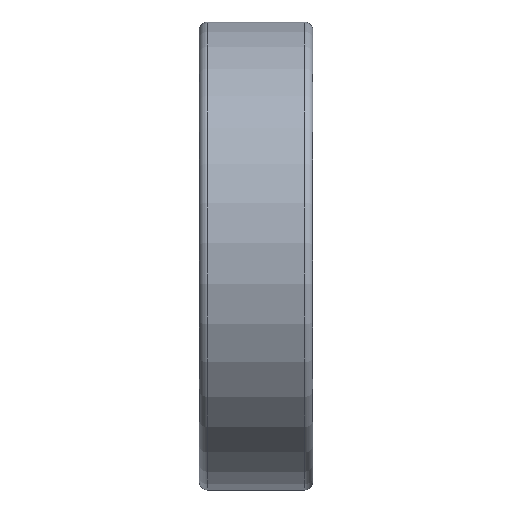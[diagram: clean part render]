
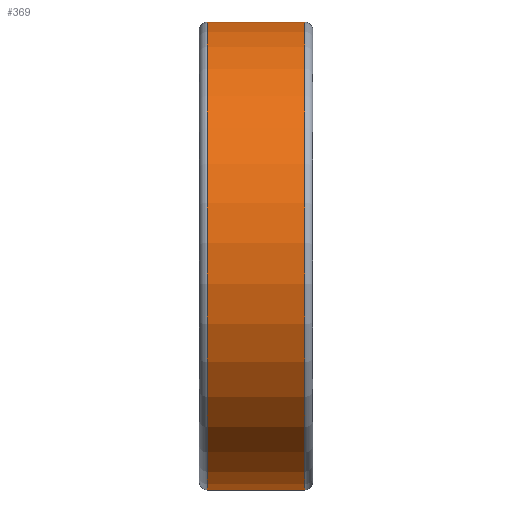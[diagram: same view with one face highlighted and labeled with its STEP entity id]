
A CAD part, front view. The second image highlights one B-rep face of the part: STEP entity #369.
In plain terms, the highlighted cylindrical face has radius 60 mm (diameter 120 mm), a full revolution.
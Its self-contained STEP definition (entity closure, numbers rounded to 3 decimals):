
#52=LINE('',#750,#57);
#57=VECTOR('',#628,60.);
#62=CYLINDRICAL_SURFACE('',#502,60.);
#86=FACE_OUTER_BOUND('',#109,.T.);
#109=EDGE_LOOP('',(#296,#297,#298,#299,#300,#301));
#144=CIRCLE('',#499,60.);
#145=CIRCLE('',#500,60.);
#147=CIRCLE('',#503,60.);
#148=CIRCLE('',#504,60.);
#177=VERTEX_POINT('',#741);
#178=VERTEX_POINT('',#742);
#179=VERTEX_POINT('',#747);
#180=VERTEX_POINT('',#748);
#218=EDGE_CURVE('',#177,#178,#144,.T.);
#219=EDGE_CURVE('',#178,#177,#145,.T.);
#221=EDGE_CURVE('',#179,#180,#147,.T.);
#222=EDGE_CURVE('',#179,#177,#52,.T.);
#223=EDGE_CURVE('',#180,#179,#148,.T.);
#296=ORIENTED_EDGE('',*,*,#221,.F.);
#297=ORIENTED_EDGE('',*,*,#222,.T.);
#298=ORIENTED_EDGE('',*,*,#218,.T.);
#299=ORIENTED_EDGE('',*,*,#219,.T.);
#300=ORIENTED_EDGE('',*,*,#222,.F.);
#301=ORIENTED_EDGE('',*,*,#223,.F.);
#369=ADVANCED_FACE('',(#86),#62,.T.);
#499=AXIS2_PLACEMENT_3D('',#743,#618,#619);
#500=AXIS2_PLACEMENT_3D('',#744,#620,#621);
#502=AXIS2_PLACEMENT_3D('',#746,#624,#625);
#503=AXIS2_PLACEMENT_3D('',#749,#626,#627);
#504=AXIS2_PLACEMENT_3D('',#751,#629,#630);
#618=DIRECTION('center_axis',(1.,0.,0.));
#619=DIRECTION('ref_axis',(0.,0.,-1.));
#620=DIRECTION('center_axis',(1.,0.,0.));
#621=DIRECTION('ref_axis',(0.,0.,-1.));
#624=DIRECTION('center_axis',(1.,0.,0.));
#625=DIRECTION('ref_axis',(0.,1.,0.));
#626=DIRECTION('center_axis',(1.,0.,0.));
#627=DIRECTION('ref_axis',(0.,0.,-1.));
#628=DIRECTION('',(-1.,0.,0.));
#629=DIRECTION('center_axis',(1.,0.,0.));
#630=DIRECTION('ref_axis',(0.,0.,-1.));
#741=CARTESIAN_POINT('',(-12.5,-60.,0.));
#742=CARTESIAN_POINT('',(-12.5,0.,60.));
#743=CARTESIAN_POINT('Origin',(-12.5,0.,0.));
#744=CARTESIAN_POINT('Origin',(-12.5,0.,0.));
#746=CARTESIAN_POINT('Origin',(0.,0.,0.));
#747=CARTESIAN_POINT('',(12.5,-60.,0.));
#748=CARTESIAN_POINT('',(12.5,0.,60.));
#749=CARTESIAN_POINT('Origin',(12.5,0.,0.));
#750=CARTESIAN_POINT('',(0.,-60.,0.));
#751=CARTESIAN_POINT('Origin',(12.5,0.,0.));
